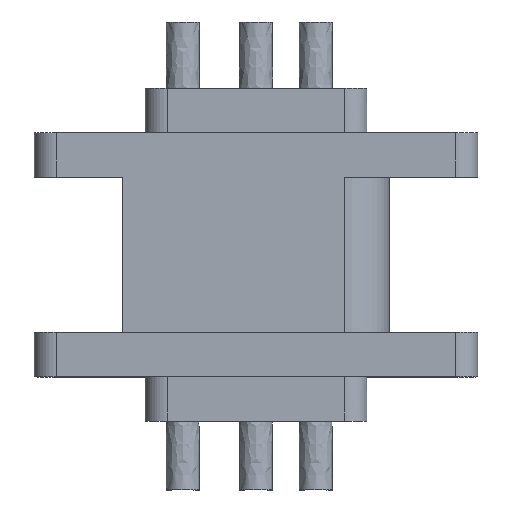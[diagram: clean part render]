
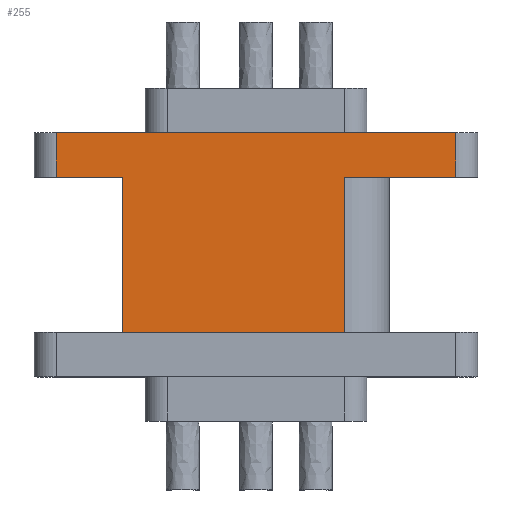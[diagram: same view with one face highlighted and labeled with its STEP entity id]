
A CAD part, top view. The second image highlights one B-rep face of the part: STEP entity #255.
In plain terms, the highlighted free-form (B-spline) face has degree [1, 1] with [2, 2] control points.
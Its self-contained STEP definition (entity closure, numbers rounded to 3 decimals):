
#126 = VERTEX_POINT('',#127);
#127 = CARTESIAN_POINT('',(5.242,-9.173,5.635
    ));
#133 = EDGE_CURVE('',#126,#134,#136,.T.);
#134 = VERTEX_POINT('',#135);
#135 = CARTESIAN_POINT('',(-7.862,-9.173,
    5.635));
#136 = B_SPLINE_CURVE_WITH_KNOTS('',1,(#137,#138),.UNSPECIFIED.,.F.,.F.,
  (2,2),(2.,12.),.PIECEWISE_BEZIER_KNOTS.);
#137 = CARTESIAN_POINT('',(5.242,-9.173,5.635
    ));
#138 = CARTESIAN_POINT('',(-7.862,-9.173,
    5.635));
#237 = VERTEX_POINT('',#238);
#238 = CARTESIAN_POINT('',(5.242,0.,5.635));
#244 = EDGE_CURVE('',#237,#126,#245,.T.);
#245 = B_SPLINE_CURVE_WITH_KNOTS('',1,(#246,#247),.UNSPECIFIED.,.F.,.F.,
  (2,2),(0.,7.),.PIECEWISE_BEZIER_KNOTS.);
#246 = CARTESIAN_POINT('',(5.242,0.,5.635));
#247 = CARTESIAN_POINT('',(5.242,-9.173,5.635
    ));
#255 = ADVANCED_FACE('',(#256),#300,.T.);
#256 = FACE_BOUND('',#257,.T.);
#257 = EDGE_LOOP('',(#258,#259,#266,#273,#280,#287,#294,#299));
#258 = ORIENTED_EDGE('',*,*,#244,.F.);
#259 = ORIENTED_EDGE('',*,*,#260,.F.);
#260 = EDGE_CURVE('',#261,#237,#263,.T.);
#261 = VERTEX_POINT('',#262);
#262 = CARTESIAN_POINT('',(11.793,0.,5.635));
#263 = B_SPLINE_CURVE_WITH_KNOTS('',1,(#264,#265),.UNSPECIFIED.,.F.,.F.,
  (2,2),(0.,5.),.PIECEWISE_BEZIER_KNOTS.);
#264 = CARTESIAN_POINT('',(11.793,0.,5.635));
#265 = CARTESIAN_POINT('',(5.242,0.,5.635));
#266 = ORIENTED_EDGE('',*,*,#267,.T.);
#267 = EDGE_CURVE('',#261,#268,#270,.T.);
#268 = VERTEX_POINT('',#269);
#269 = CARTESIAN_POINT('',(11.793,2.621,5.635
    ));
#270 = B_SPLINE_CURVE_WITH_KNOTS('',1,(#271,#272),.UNSPECIFIED.,.F.,.F.,
  (2,2),(0.,2.),.PIECEWISE_BEZIER_KNOTS.);
#271 = CARTESIAN_POINT('',(11.793,0.,5.635));
#272 = CARTESIAN_POINT('',(11.793,2.621,5.635
    ));
#273 = ORIENTED_EDGE('',*,*,#274,.F.);
#274 = EDGE_CURVE('',#275,#268,#277,.T.);
#275 = VERTEX_POINT('',#276);
#276 = CARTESIAN_POINT('',(-11.793,2.621,5.635
    ));
#277 = B_SPLINE_CURVE_WITH_KNOTS('',1,(#278,#279),.UNSPECIFIED.,.F.,.F.,
  (2,2),(-18.,0.),.PIECEWISE_BEZIER_KNOTS.);
#278 = CARTESIAN_POINT('',(-11.793,2.621,5.635
    ));
#279 = CARTESIAN_POINT('',(11.793,2.621,5.635
    ));
#280 = ORIENTED_EDGE('',*,*,#281,.F.);
#281 = EDGE_CURVE('',#282,#275,#284,.T.);
#282 = VERTEX_POINT('',#283);
#283 = CARTESIAN_POINT('',(-11.793,0.,5.635));
#284 = B_SPLINE_CURVE_WITH_KNOTS('',1,(#285,#286),.UNSPECIFIED.,.F.,.F.,
  (2,2),(0.,2.),.PIECEWISE_BEZIER_KNOTS.);
#285 = CARTESIAN_POINT('',(-11.793,0.,5.635));
#286 = CARTESIAN_POINT('',(-11.793,2.621,5.635
    ));
#287 = ORIENTED_EDGE('',*,*,#288,.F.);
#288 = EDGE_CURVE('',#289,#282,#291,.T.);
#289 = VERTEX_POINT('',#290);
#290 = CARTESIAN_POINT('',(-7.862,0.,5.635));
#291 = B_SPLINE_CURVE_WITH_KNOTS('',1,(#292,#293),.UNSPECIFIED.,.F.,.F.,
  (2,2),(15.,18.),.PIECEWISE_BEZIER_KNOTS.);
#292 = CARTESIAN_POINT('',(-7.862,0.,5.635));
#293 = CARTESIAN_POINT('',(-11.793,0.,5.635));
#294 = ORIENTED_EDGE('',*,*,#295,.T.);
#295 = EDGE_CURVE('',#289,#134,#296,.T.);
#296 = B_SPLINE_CURVE_WITH_KNOTS('',1,(#297,#298),.UNSPECIFIED.,.F.,.F.,
  (2,2),(0.,7.),.PIECEWISE_BEZIER_KNOTS.);
#297 = CARTESIAN_POINT('',(-7.862,0.,5.635));
#298 = CARTESIAN_POINT('',(-7.862,-9.173,
    5.635));
#299 = ORIENTED_EDGE('',*,*,#133,.F.);
#300 = B_SPLINE_SURFACE_WITH_KNOTS('',1,1,(
    (#301,#302)
    ,(#303,#304
    )),.UNSPECIFIED.,.F.,.F.,.F.,(2,2),(2,2),(-3.,15.),(-2.,7.),
  .PIECEWISE_BEZIER_KNOTS.);
#301 = CARTESIAN_POINT('',(11.793,2.621,5.635
    ));
#302 = CARTESIAN_POINT('',(11.793,-9.173,
    5.635));
#303 = CARTESIAN_POINT('',(-11.793,2.621,5.635
    ));
#304 = CARTESIAN_POINT('',(-11.793,-9.173,
    5.635));
